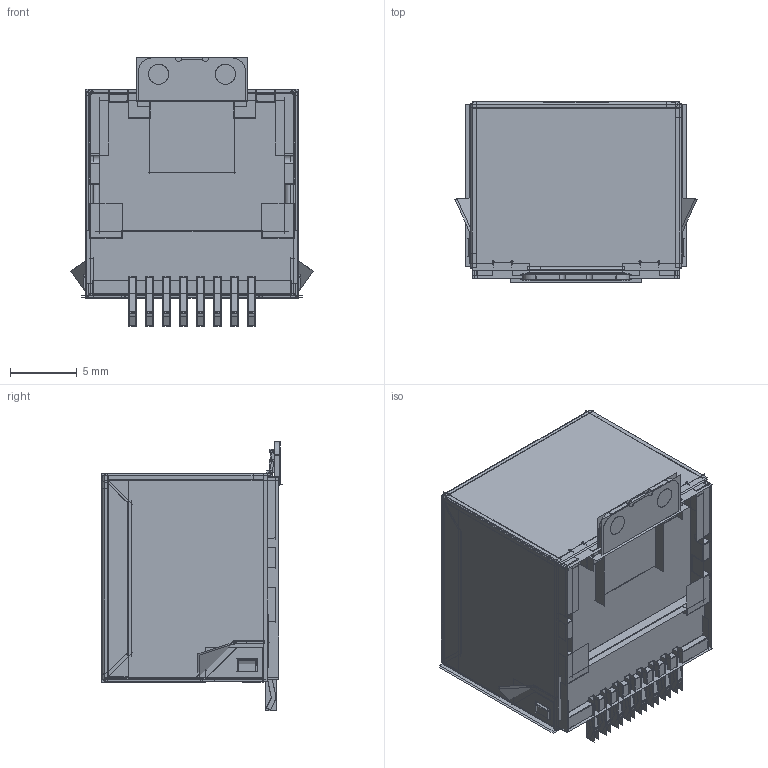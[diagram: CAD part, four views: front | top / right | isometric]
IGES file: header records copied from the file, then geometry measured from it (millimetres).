
Start section:  PTC IGES file: DGKYD52241188GWW5SB4134.igs
Global section: file name: DGKYD52241188GWW5SB4134.igs; native system: Creo Parametric by PTC Inc.; preprocessor: 2018400; author: Administrator; organization: Unknown; date: 20220309.102605; units: millimetre
Bounding box: 18.14 x 13.6 x 20.21 mm (x, y, z)
Surface area: 8487.4 mm2 (no closed solid volume)
Topology: 0 solids, 0 shells, 1200 faces, 17139 edges, 22210 vertices
Faces by surface type: bspline 918, revolution 280, extrusion 2
